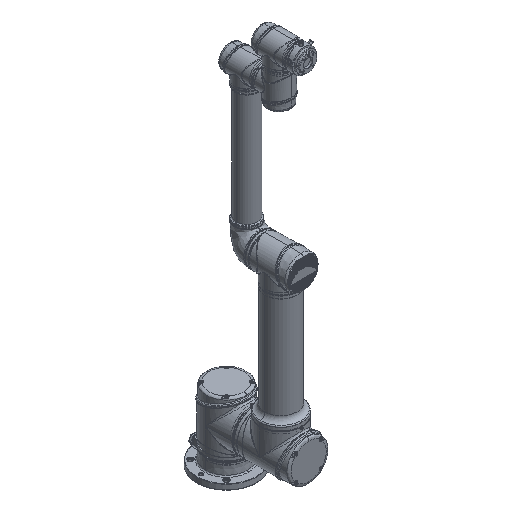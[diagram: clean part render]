
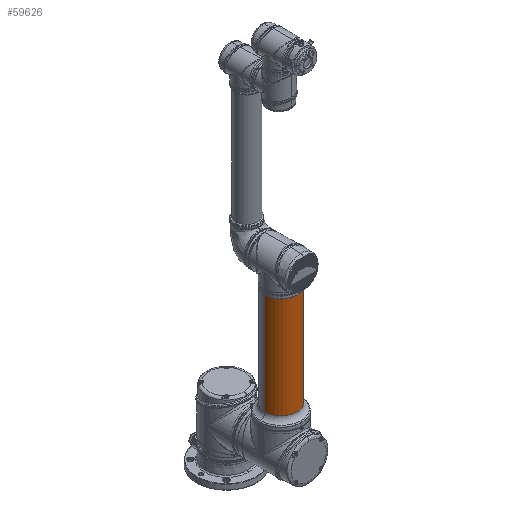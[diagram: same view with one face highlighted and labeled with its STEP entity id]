
A CAD part, isometric view. The second image highlights one B-rep face of the part: STEP entity #59626.
In plain terms, the highlighted cylindrical face has radius 58 mm (diameter 116 mm), a partial arc.
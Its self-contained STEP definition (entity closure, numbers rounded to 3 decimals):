
#1858 = AXIS2_PLACEMENT_3D ( 'NONE', #6368, #5424, #95115 ) ;
#4113 = EDGE_CURVE ( 'NONE', #129461, #56338, #72353, .T. ) ;
#5033 = CARTESIAN_POINT ( 'NONE',  ( 0., -499.8, 58. ) ) ;
#5424 = DIRECTION ( 'NONE',  ( 0., -1., 0. ) ) ;
#6368 = CARTESIAN_POINT ( 'NONE',  ( 0., -133.238, 0. ) ) ;
#6988 = CARTESIAN_POINT ( 'NONE',  ( 0., -499.8, -58. ) ) ;
#10658 = EDGE_CURVE ( 'NONE', #56338, #87466, #112451, .T. ) ;
#12151 = VECTOR ( 'NONE', #79028, 1000. ) ;
#18935 = LINE ( 'NONE', #20851, #12151 ) ;
#20851 = CARTESIAN_POINT ( 'NONE',  ( 0., -87., -58. ) ) ;
#27532 = CARTESIAN_POINT ( 'NONE',  ( 0., -133.238, 58. ) ) ;
#34227 = ORIENTED_EDGE ( 'NONE', *, *, #4113, .T. ) ;
#40922 = EDGE_CURVE ( 'NONE', #168962, #129461, #18935, .T. ) ;
#44626 = LINE ( 'NONE', #90399, #113159 ) ;
#50711 = EDGE_CURVE ( 'NONE', #138186, #87466, #44626, .T. ) ;
#56338 = VERTEX_POINT ( 'NONE', #152440 ) ;
#59626 = ADVANCED_FACE ( 'NONE', ( #94151 ), #155015, .T. ) ;
#63757 = AXIS2_PLACEMENT_3D ( 'NONE', #83343, #154819, #139540 ) ;
#72353 = CIRCLE ( 'NONE', #157499, 58. ) ;
#79028 = DIRECTION ( 'NONE',  ( 0., -1., 0. ) ) ;
#83343 = CARTESIAN_POINT ( 'NONE',  ( 0., -499.8, 0. ) ) ;
#84579 = AXIS2_PLACEMENT_3D ( 'NONE', #158769, #98821, #170293 ) ;
#87466 = VERTEX_POINT ( 'NONE', #5033 ) ;
#90399 = CARTESIAN_POINT ( 'NONE',  ( 0., -87., 58. ) ) ;
#94151 = FACE_OUTER_BOUND ( 'NONE', #128731, .T. ) ;
#95115 = DIRECTION ( 'NONE',  ( 0., 0., -1. ) ) ;
#98821 = DIRECTION ( 'NONE',  ( 0., -1., 0. ) ) ;
#100593 = CARTESIAN_POINT ( 'NONE',  ( 0., -499.8, 0. ) ) ;
#102475 = DIRECTION ( 'NONE',  ( 0., 1., 0. ) ) ;
#102772 = DIRECTION ( 'NONE',  ( 0., -1., 0. ) ) ;
#107011 = ORIENTED_EDGE ( 'NONE', *, *, #50711, .F. ) ;
#112451 = CIRCLE ( 'NONE', #63757, 58. ) ;
#113159 = VECTOR ( 'NONE', #102772, 1000. ) ;
#113976 = ORIENTED_EDGE ( 'NONE', *, *, #156284, .T. ) ;
#128731 = EDGE_LOOP ( 'NONE', ( #107011, #113976, #166182, #34227, #175397 ) ) ;
#129461 = VERTEX_POINT ( 'NONE', #6988 ) ;
#138186 = VERTEX_POINT ( 'NONE', #27532 ) ;
#139540 = DIRECTION ( 'NONE',  ( 0., 0., -1. ) ) ;
#144922 = CIRCLE ( 'NONE', #1858, 58. ) ;
#147215 = DIRECTION ( 'NONE',  ( 0., 0., -1. ) ) ;
#152440 = CARTESIAN_POINT ( 'NONE',  ( -58., -499.8, 0. ) ) ;
#154819 = DIRECTION ( 'NONE',  ( 0., 1., 0. ) ) ;
#155015 = CYLINDRICAL_SURFACE ( 'NONE', #84579, 58. ) ;
#156284 = EDGE_CURVE ( 'NONE', #138186, #168962, #144922, .T. ) ;
#157499 = AXIS2_PLACEMENT_3D ( 'NONE', #100593, #102475, #147215 ) ;
#158769 = CARTESIAN_POINT ( 'NONE',  ( 0., -87., 0. ) ) ;
#160391 = CARTESIAN_POINT ( 'NONE',  ( 0., -133.238, -58. ) ) ;
#166182 = ORIENTED_EDGE ( 'NONE', *, *, #40922, .T. ) ;
#168962 = VERTEX_POINT ( 'NONE', #160391 ) ;
#170293 = DIRECTION ( 'NONE',  ( 0., 0., -1. ) ) ;
#175397 = ORIENTED_EDGE ( 'NONE', *, *, #10658, .T. ) ;
